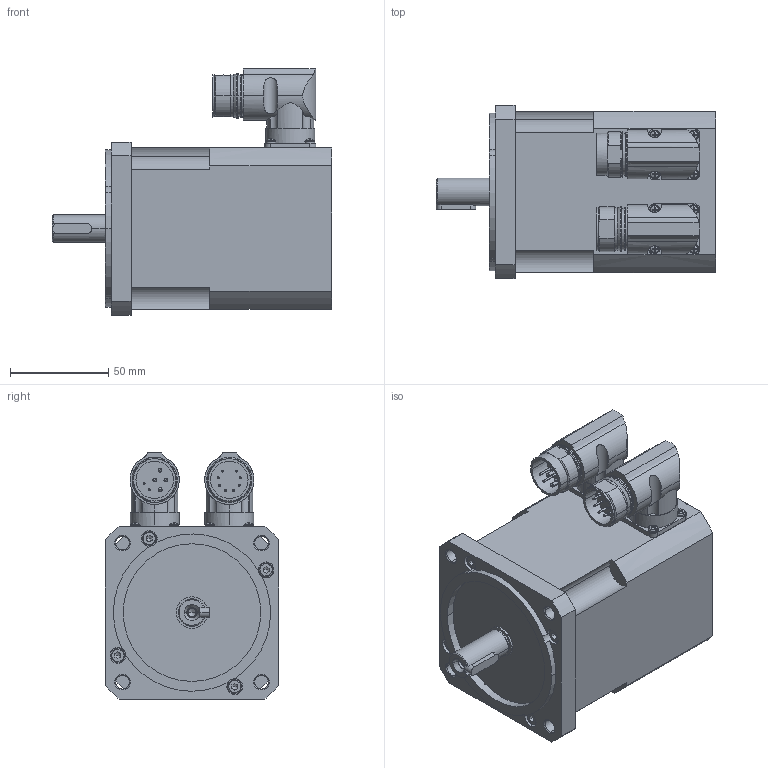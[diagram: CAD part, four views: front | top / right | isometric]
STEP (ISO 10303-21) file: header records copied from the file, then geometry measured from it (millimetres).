
FILE_DESCRIPTION((''),'2;1');
FILE_NAME('ACM2n0055.stp','2005-05-17T12:42:55',(''),(''),'Mechanical Desktop 2005','Mechanical Desktop 2005',', , ');
FILE_SCHEMA(('AUTOMOTIVE_DESIGN { 1 2 10303 214 0 1 1 1 }'));
Length unit declared in the file: millimetre
Products named in the file (2): ACM2N0055; CARCASA
Assembly tree (1 placements, depth 2):
  ACM2N0055
    CARCASA
Bounding box: 142 x 88 x 125.22 mm (x, y, z)
Volume: 791386.1 mm3; surface area: 69568.8 mm2
Topology: 1 solids, 1 shells, 743 faces, 1843 edges, 1105 vertices
Faces by surface type: plane 363, cylinder 206, cone 106, sphere 32, torus 24, bspline 12
Entity records: 23258 total; most frequent: CARTESIAN_POINT 5949, DIRECTION 3727, ORIENTED_EDGE 3578, EDGE_CURVE 1789, AXIS2_PLACEMENT_3D 1445, VERTEX_POINT 1105, VECTOR 837, LINE 837
